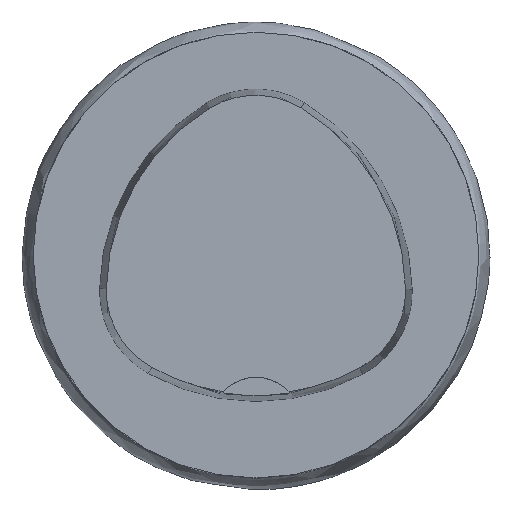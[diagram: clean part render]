
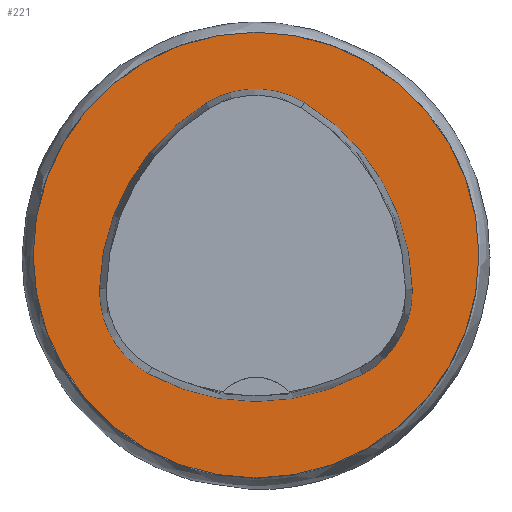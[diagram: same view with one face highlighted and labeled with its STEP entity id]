
A CAD part, top view. The second image highlights one B-rep face of the part: STEP entity #221.
In plain terms, the highlighted planar face has unit normal (0, 0, 1).
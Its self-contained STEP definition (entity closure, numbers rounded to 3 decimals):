
#193=FACE_BOUND('',#307,.T.);
#194=FACE_BOUND('',#308,.T.);
#221=ADVANCED_FACE('',(#193,#194),#241,.T.);
#241=PLANE('',#739);
#307=EDGE_LOOP('',(#388,#389,#390,#391,#392,#393));
#308=EDGE_LOOP('',(#394));
#388=ORIENTED_EDGE('',*,*,#529,.T.);
#389=ORIENTED_EDGE('',*,*,#509,.T.);
#390=ORIENTED_EDGE('',*,*,#513,.T.);
#391=ORIENTED_EDGE('',*,*,#516,.T.);
#392=ORIENTED_EDGE('',*,*,#519,.T.);
#393=ORIENTED_EDGE('',*,*,#527,.T.);
#394=ORIENTED_EDGE('',*,*,#532,.F.);
#463=VERTEX_POINT('',#1015);
#464=VERTEX_POINT('',#1016);
#467=VERTEX_POINT('',#1024);
#469=VERTEX_POINT('',#1030);
#471=VERTEX_POINT('',#1036);
#478=VERTEX_POINT('',#1057);
#479=VERTEX_POINT('',#1067);
#509=EDGE_CURVE('',#463,#464,#570,.T.);
#513=EDGE_CURVE('',#464,#467,#572,.T.);
#516=EDGE_CURVE('',#467,#469,#574,.T.);
#519=EDGE_CURVE('',#469,#471,#576,.T.);
#527=EDGE_CURVE('',#471,#478,#580,.T.);
#529=EDGE_CURVE('',#478,#463,#582,.T.);
#532=EDGE_CURVE('',#479,#479,#585,.T.);
#570=CIRCLE('',#716,20.);
#572=CIRCLE('',#719,8.5);
#574=CIRCLE('',#722,20.);
#576=CIRCLE('',#725,8.5);
#580=CIRCLE('',#730,20.);
#582=CIRCLE('',#733,8.5);
#585=CIRCLE('',#738,20.);
#716=AXIS2_PLACEMENT_3D('',#1014,#834,#835);
#719=AXIS2_PLACEMENT_3D('',#1023,#842,#843);
#722=AXIS2_PLACEMENT_3D('',#1029,#849,#850);
#725=AXIS2_PLACEMENT_3D('',#1035,#856,#857);
#730=AXIS2_PLACEMENT_3D('',#1058,#868,#869);
#733=AXIS2_PLACEMENT_3D('',#1061,#874,#875);
#738=AXIS2_PLACEMENT_3D('',#1066,#884,#885);
#739=AXIS2_PLACEMENT_3D('',#1068,#886,#887);
#834=DIRECTION('',(0.,0.,-1.));
#835=DIRECTION('',(-1.,0.,0.));
#842=DIRECTION('',(0.,0.,-1.));
#843=DIRECTION('',(-1.,0.,0.));
#849=DIRECTION('',(0.,0.,-1.));
#850=DIRECTION('',(-1.,0.,0.));
#856=DIRECTION('',(0.,0.,-1.));
#857=DIRECTION('',(-1.,0.,0.));
#868=DIRECTION('',(0.,0.,-1.));
#869=DIRECTION('',(-1.,0.,0.));
#874=DIRECTION('',(0.,0.,-1.));
#875=DIRECTION('',(-1.,0.,0.));
#884=DIRECTION('',(0.,0.,-1.));
#885=DIRECTION('',(-1.,0.,0.));
#886=DIRECTION('',(0.,0.,1.));
#887=DIRECTION('',(1.,0.,0.));
#1014=CARTESIAN_POINT('',(5.955,-3.414,0.));
#1015=CARTESIAN_POINT('',(-14.041,-3.042,0.));
#1016=CARTESIAN_POINT('',(-4.472,13.653,0.));
#1023=CARTESIAN_POINT('',(-0.04,6.4,0.));
#1024=CARTESIAN_POINT('',(4.347,13.68,0.));
#1029=CARTESIAN_POINT('',(-5.976,-3.45,0.));
#1030=CARTESIAN_POINT('',(14.021,-3.075,0.));
#1035=CARTESIAN_POINT('',(5.522,-3.235,0.));
#1036=CARTESIAN_POINT('',(9.588,-10.699,0.));
#1057=CARTESIAN_POINT('',(-9.655,-10.639,0.));
#1058=CARTESIAN_POINT('',(0.022,6.864,0.));
#1061=CARTESIAN_POINT('',(-5.543,-3.2,0.));
#1066=CARTESIAN_POINT('',(0.,0.,0.));
#1067=CARTESIAN_POINT('',(-20.,0.,0.));
#1068=CARTESIAN_POINT('',(0.,0.,0.));
